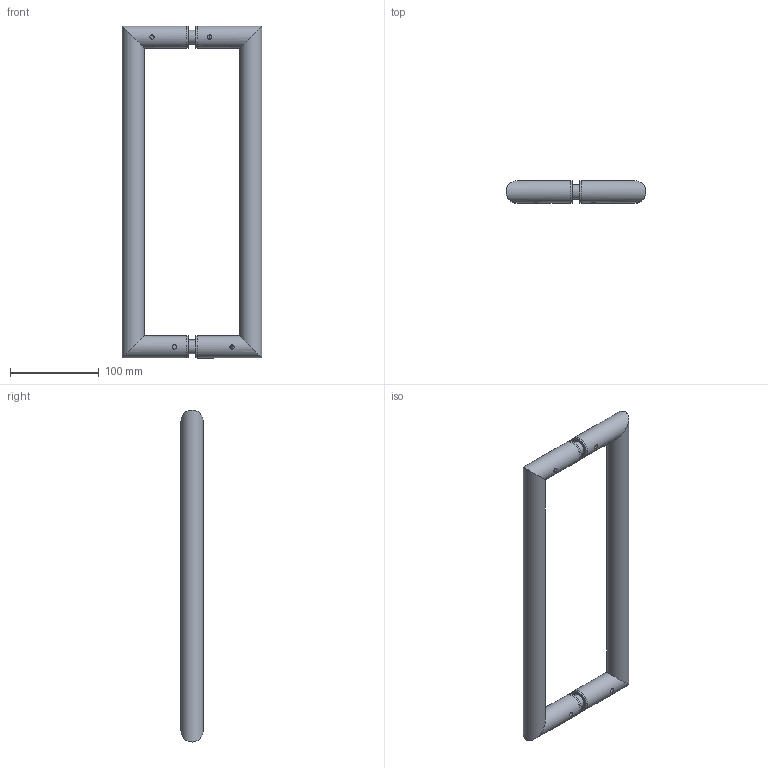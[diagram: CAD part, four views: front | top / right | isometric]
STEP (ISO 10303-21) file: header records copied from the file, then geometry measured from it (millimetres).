
FILE_DESCRIPTION(/* description */ (''),/* implementation_level */ '2;1');
FILE_NAME(/* name */ 'MARS_375.stp',/* time_stamp */ '2019-08-06T07:33:31+02:00',/* author */ ('Didierr'),/* organization */ (''),/* preprocessor_version */ 'ST-DEVELOPER v17.2',/* originating_system */ 'Autodesk Inventor 2019',/* authorisation */ '');
FILE_SCHEMA (('AUTOMOTIVE_DESIGN { 1 0 10303 214 3 1 1 }'));
Length unit declared in the file: millimetre
Products named in the file (5): MARS_375; 102102_C2; 21497-2; 21497-1; 21497-3
Assembly tree (8 placements, depth 2):
  MARS_375
    102102_C2  x2
    21497-2  x2
    21497-1  x2
    21497-3  x2
Bounding box: 158 x 25 x 375 mm (x, y, z)
Volume: 465536 mm3; surface area: 94591.3 mm2
Topology: 8 solids, 8 shells, 96 faces, 242 edges, 168 vertices
Faces by surface type: plane 42, cylinder 38, cone 16
Full cylindrical faces by diameter (mm): 4.917 x4, 7.5 x2, 10 x4, 10.106 x4, 12 x2, 12.1 x2, 12.5 x2, 16 x2, 18.8 x4, 19 x2, 24.8 x4, 25 x6
Entity records: 1844 total; most frequent: CARTESIAN_POINT 395, DIRECTION 290, ORIENTED_EDGE 238, AXIS2_PLACEMENT_3D 121, EDGE_CURVE 119, VERTEX_POINT 84, EDGE_LOOP 61, CIRCLE 54
